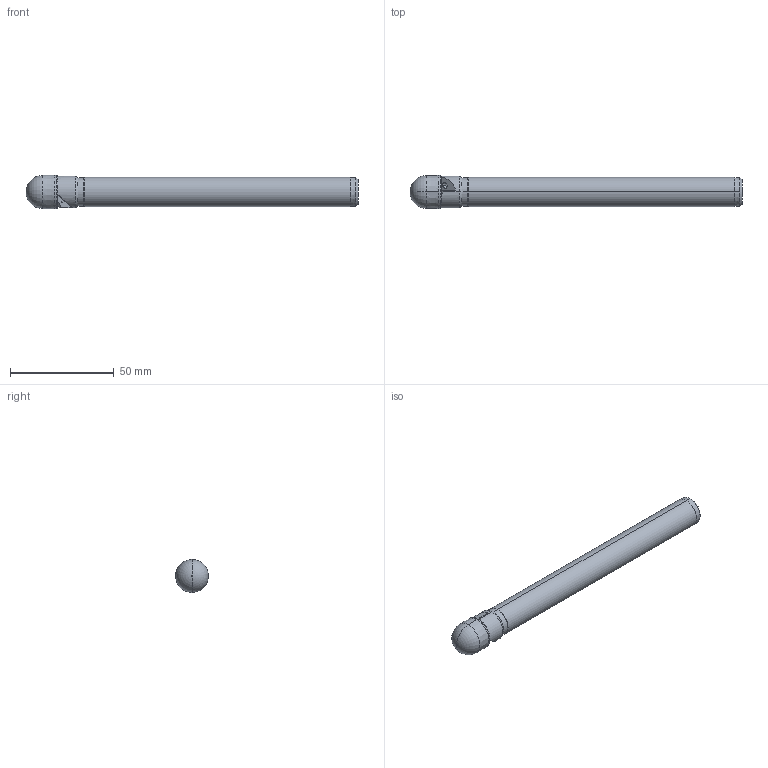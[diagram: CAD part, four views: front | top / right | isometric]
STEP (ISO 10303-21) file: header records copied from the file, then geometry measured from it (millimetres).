
FILE_DESCRIPTION (( 'STEP AP214' ), '1' );
FILE_NAME ('KF-16-K02-14-160.STEP', '2019-08-15T07:09:25', ( '' ), ( '' ), 'SwSTEP 2.0', 'SolidWorks 2019', '' );
FILE_SCHEMA (( 'AUTOMOTIVE_DESIGN' ));
Length unit declared in the file: millimetre
Products named in the file (1): KF-16-K02-14-160
Bounding box: 160 x 15.99 x 15.99 mm (x, y, z)
Volume: 23045.7 mm3; surface area: 9274.8 mm2
Topology: 1 solids, 1 shells, 86 faces, 209 edges, 129 vertices
Faces by surface type: cone 26, plane 22, cylinder 19, torus 15, sphere 2, bspline 2
Entity records: 3096 total; most frequent: CARTESIAN_POINT 906, ORIENTED_EDGE 414, DIRECTION 403, EDGE_CURVE 207, AXIS2_PLACEMENT_3D 171, VERTEX_POINT 129, EDGE_LOOP 92, FACE_OUTER_BOUND 86
